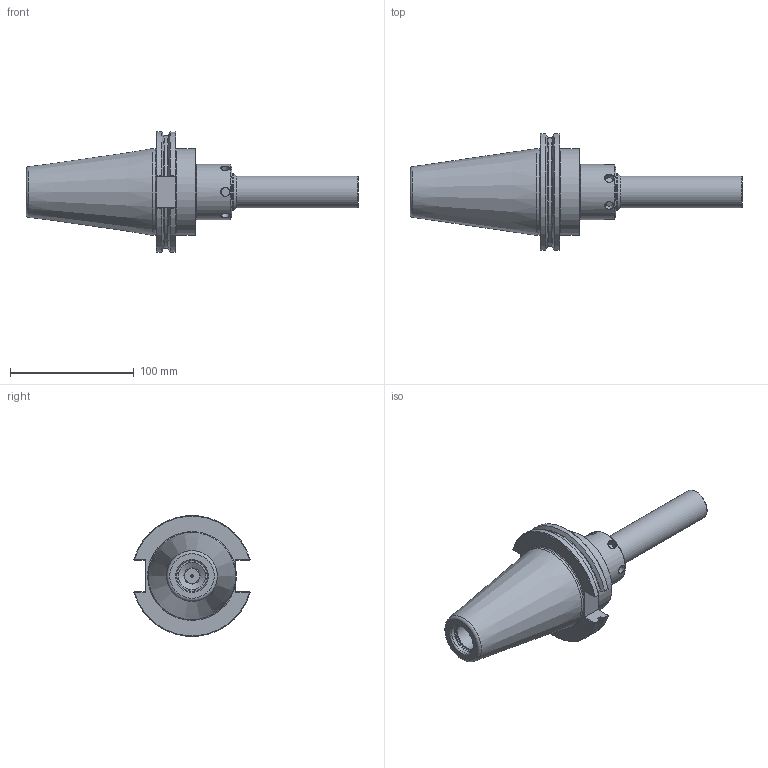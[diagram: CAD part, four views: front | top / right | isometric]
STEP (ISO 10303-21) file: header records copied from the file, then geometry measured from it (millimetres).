
FILE_DESCRIPTION(/* description */ (''),/* implementation_level */ '2;1');
FILE_NAME(/* name */ 'CAT50-VX12-0654-D.stp',/* time_stamp */ '2019-08-08T08:36:36-05:00',/* author */ ('ldfli'),/* organization */ (''),/* preprocessor_version */ 'ST-DEVELOPER v18',/* originating_system */ 'Autodesk Inventor LT',/* authorisation */ '');
FILE_SCHEMA (('AUTOMOTIVE_DESIGN { 1 0 10303 214 3 1 1 }'));
Length unit declared in the file: millimetre
Products named in the file (1): CAT50-VX12-0654
Bounding box: 267.77 x 93.8 x 97.14 mm (x, y, z)
Volume: 464429.6 mm3; surface area: 76985.8 mm2
Topology: 4 solids, 4 shells, 155 faces, 438 edges, 309 vertices
Faces by surface type: plane 60, cylinder 47, cone 22, torus 19, bspline 7
Full cylindrical faces by diameter (mm): 2 x4, 6.03 x1, 6.9 x6, 10 x2, 11.04 x1, 12 x1, 12.69 x2, 13 x1, 16 x1, 16.5 x1, 17.6 x1, 21.971 x1, 25 x1, 25.4 x2, 28.6 x1, 29.979 x1, 30 x1, 30.05 x1, 38.5 x1, 40 x1, 40.5 x1, 44.45 x1, 69.85 x1, 70 x1
Entity records: 6345 total; most frequent: CARTESIAN_POINT 2120, DIRECTION 888, ORIENTED_EDGE 876, EDGE_CURVE 438, AXIS2_PLACEMENT_3D 372, VERTEX_POINT 309, CIRCLE 223, EDGE_LOOP 187
